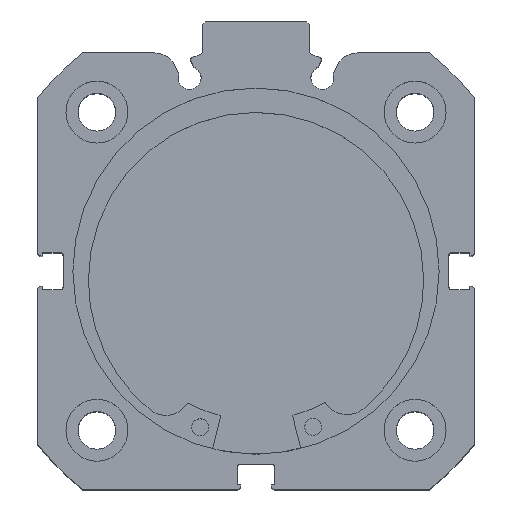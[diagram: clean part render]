
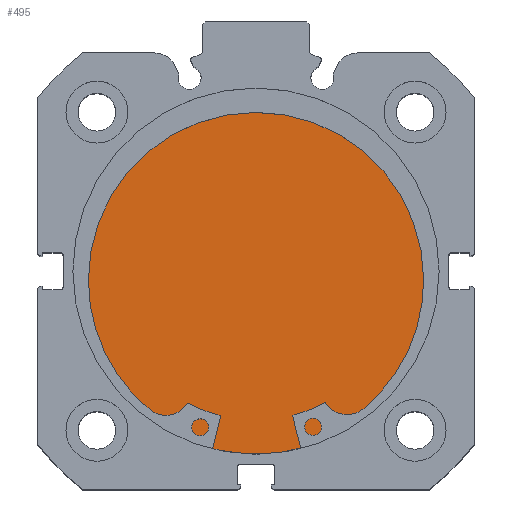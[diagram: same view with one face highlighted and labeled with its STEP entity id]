
A CAD part, top view. The second image highlights one B-rep face of the part: STEP entity #495.
In plain terms, the highlighted face is planar.
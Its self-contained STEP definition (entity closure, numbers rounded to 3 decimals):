
#95 = DIRECTION ( 'NONE',  ( 0., 0., 1. ) ) ;
#100 = DIRECTION ( 'NONE',  ( -1., 0., 0. ) ) ;
#118 = CARTESIAN_POINT ( 'NONE',  ( 9.5, 32.5, 0. ) ) ;
#224 = CARTESIAN_POINT ( 'NONE',  ( 9.5, 0., -32.5 ) ) ;
#264 = CARTESIAN_POINT ( 'NONE',  ( 9.5, 0., 32.5 ) ) ;
#272 = PLANE ( 'NONE',  #5192 ) ;
#495 = ADVANCED_FACE ( 'NONE', ( #3601 ), #272, .F. ) ;
#1168 = CIRCLE ( 'NONE', #5550, 32.5 ) ;
#1390 = CIRCLE ( 'NONE', #5615, 32.5 ) ;
#1887 = CARTESIAN_POINT ( 'NONE',  ( 9.5, 0., 0. ) ) ;
#1915 = DIRECTION ( 'NONE',  ( -1., 0., 0. ) ) ;
#1916 = DIRECTION ( 'NONE',  ( 0., 0., 1. ) ) ;
#2129 = VERTEX_POINT ( 'NONE', #264 ) ;
#2326 = VERTEX_POINT ( 'NONE', #224 ) ;
#2387 = CARTESIAN_POINT ( 'NONE',  ( 9.5, 0., 0. ) ) ;
#2400 = DIRECTION ( 'NONE',  ( -1., 0., 0. ) ) ;
#2401 = DIRECTION ( 'NONE',  ( 0., 0., 1. ) ) ;
#3206 = ORIENTED_EDGE ( 'NONE', *, *, #5099, .F. ) ;
#3234 = ORIENTED_EDGE ( 'NONE', *, *, #4952, .F. ) ;
#3398 = EDGE_LOOP ( 'NONE', ( #3206, #3234 ) ) ;
#3601 = FACE_OUTER_BOUND ( 'NONE', #3398, .T. ) ;
#4952 = EDGE_CURVE ( 'NONE', #2326, #2129, #1168, .T. ) ;
#5099 = EDGE_CURVE ( 'NONE', #2129, #2326, #1390, .T. ) ;
#5192 = AXIS2_PLACEMENT_3D ( 'NONE', #118, #100, #95 ) ;
#5550 = AXIS2_PLACEMENT_3D ( 'NONE', #1887, #1915, #1916 ) ;
#5615 = AXIS2_PLACEMENT_3D ( 'NONE', #2387, #2400, #2401 ) ;
